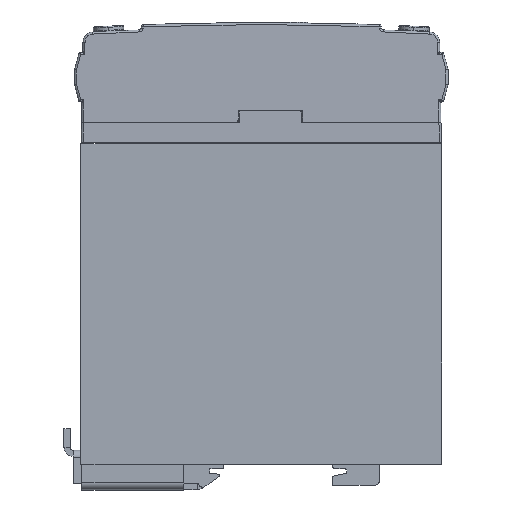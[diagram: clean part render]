
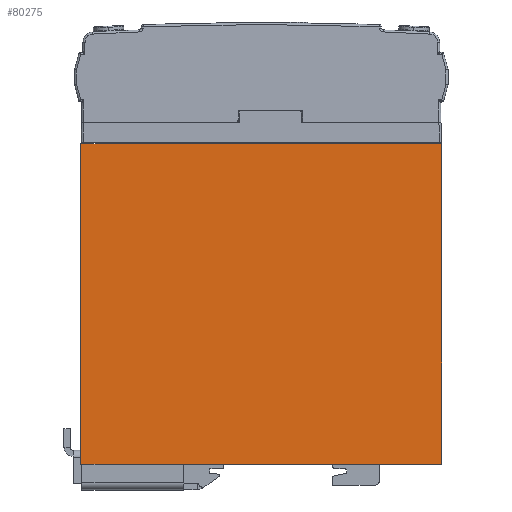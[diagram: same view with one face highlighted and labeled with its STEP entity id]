
A CAD part, top view. The second image highlights one B-rep face of the part: STEP entity #80275.
In plain terms, the highlighted face is planar.
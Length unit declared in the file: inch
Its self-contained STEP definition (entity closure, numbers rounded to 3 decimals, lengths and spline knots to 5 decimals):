
#5524 = ORIENTED_EDGE ( 'NONE', *, *, #132389, .F. ) ;
#15548 = DIRECTION ( 'NONE',  ( 0., 1., 0. ) ) ;
#19257 = ORIENTED_EDGE ( 'NONE', *, *, #118812, .F. ) ;
#20393 = CARTESIAN_POINT ( 'NONE',  ( 0.44291, 1.5748, -1.77165 ) ) ;
#22392 = CARTESIAN_POINT ( 'NONE',  ( 0.44291, -1.5748, 1.77165 ) ) ;
#22856 = CARTESIAN_POINT ( 'NONE',  ( 0.44291, -1.5748, 1.77165 ) ) ;
#25144 = VERTEX_POINT ( 'NONE', #20393 ) ;
#31610 = AXIS2_PLACEMENT_3D ( 'NONE', #22856, #43385, #115167 ) ;
#32489 = DIRECTION ( 'NONE',  ( 0., 0., -1. ) ) ;
#43385 = DIRECTION ( 'NONE',  ( -1., 0., 0. ) ) ;
#44426 = CARTESIAN_POINT ( 'NONE',  ( 0.44291, -1.5748, -1.77165 ) ) ;
#48860 = CARTESIAN_POINT ( 'NONE',  ( 0.44291, -1.5748, 1.77165 ) ) ;
#59182 = DIRECTION ( 'NONE',  ( 0., 1., 0. ) ) ;
#61114 = VECTOR ( 'NONE', #32489, 39.37008 ) ;
#65781 = CARTESIAN_POINT ( 'NONE',  ( 0.44291, -1.5748, 1.77165 ) ) ;
#76063 = DIRECTION ( 'NONE',  ( 0., 0., -1. ) ) ;
#76910 = CARTESIAN_POINT ( 'NONE',  ( 0.44291, -1.5748, -1.77165 ) ) ;
#77805 = VERTEX_POINT ( 'NONE', #22392 ) ;
#78495 = LINE ( 'NONE', #76910, #133188 ) ;
#80275 = ADVANCED_FACE ( 'NONE', ( #118256 ), #104853, .F. ) ;
#82117 = VECTOR ( 'NONE', #76063, 39.37008 ) ;
#91651 = LINE ( 'NONE', #114524, #61114 ) ;
#94865 = LINE ( 'NONE', #48860, #118988 ) ;
#95176 = EDGE_CURVE ( 'NONE', #77805, #98810, #109395, .T. ) ;
#95767 = VERTEX_POINT ( 'NONE', #111370 ) ;
#97118 = EDGE_CURVE ( 'NONE', #98810, #25144, #78495, .T. ) ;
#98810 = VERTEX_POINT ( 'NONE', #44426 ) ;
#104853 = PLANE ( 'NONE',  #31610 ) ;
#109395 = LINE ( 'NONE', #65781, #82117 ) ;
#111370 = CARTESIAN_POINT ( 'NONE',  ( 0.44291, 1.5748, 1.77165 ) ) ;
#111543 = ORIENTED_EDGE ( 'NONE', *, *, #95176, .T. ) ;
#114524 = CARTESIAN_POINT ( 'NONE',  ( 0.44291, 1.5748, 1.77165 ) ) ;
#115167 = DIRECTION ( 'NONE',  ( 0., -1., 0. ) ) ;
#118256 = FACE_OUTER_BOUND ( 'NONE', #119139, .T. ) ;
#118812 = EDGE_CURVE ( 'NONE', #95767, #25144, #91651, .T. ) ;
#118988 = VECTOR ( 'NONE', #59182, 39.37008 ) ;
#119139 = EDGE_LOOP ( 'NONE', ( #121962, #19257, #5524, #111543 ) ) ;
#121962 = ORIENTED_EDGE ( 'NONE', *, *, #97118, .T. ) ;
#132389 = EDGE_CURVE ( 'NONE', #77805, #95767, #94865, .T. ) ;
#133188 = VECTOR ( 'NONE', #15548, 39.37008 ) ;
